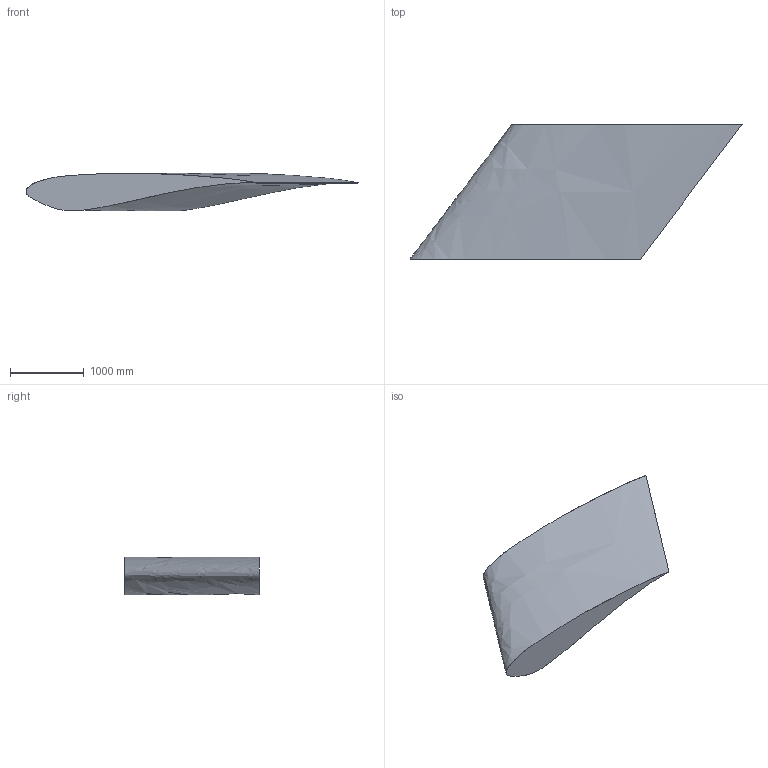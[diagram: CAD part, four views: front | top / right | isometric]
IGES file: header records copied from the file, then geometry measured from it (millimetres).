
Global section: file name: 43HIB_main.igs; native system: NX V9.0; preprocessor: SIEMENS PLM Software NX 9.0; date: 20150828.163802; units: inch
Bounding box: 4507.99 x 1822.48 x 515.53 mm (x, y, z)
Surface area: 13685613.9 mm2 (no closed solid volume)
Topology: 0 solids, 0 shells, 4 faces, 172 edges, 172 vertices
Faces by surface type: bspline 4
